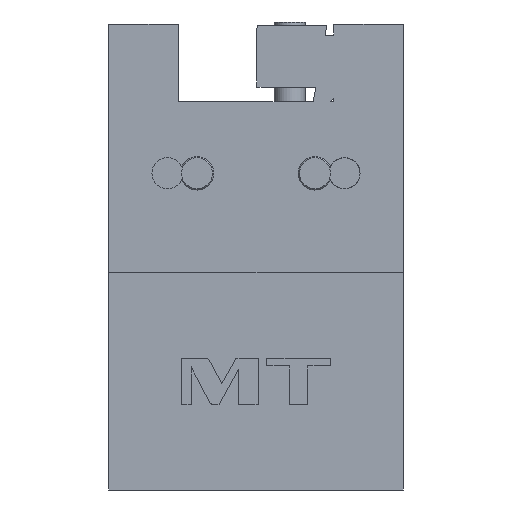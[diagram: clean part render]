
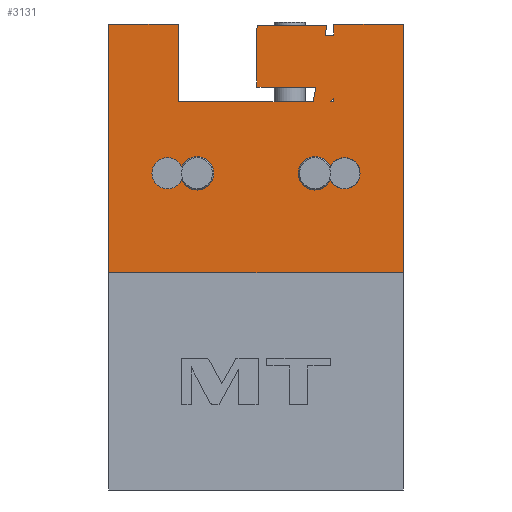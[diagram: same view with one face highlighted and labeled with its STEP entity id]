
A CAD part, left-side view. The second image highlights one B-rep face of the part: STEP entity #3131.
In plain terms, the highlighted planar face has unit normal (-1, 0, 0).
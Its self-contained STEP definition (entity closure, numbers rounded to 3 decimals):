
#657=DIRECTION('',(0.,-0.174,0.985));
#658=VECTOR('',#657,4.794);
#659=CARTESIAN_POINT('',(-37.,-18.441,75.));
#660=LINE('',#659,#658);
#661=DIRECTION('',(0.,-1.,0.));
#662=VECTOR('',#661,18.968);
#663=CARTESIAN_POINT('',(-37.,-0.306,79.721));
#664=LINE('',#663,#662);
#665=DIRECTION('',(0.,-0.044,-0.999));
#666=VECTOR('',#665,7.007);
#667=CARTESIAN_POINT('',(-37.,0.,86.721));
#668=LINE('',#667,#666);
#669=DIRECTION('',(0.,0.,-1.));
#670=VECTOR('',#669,3.);
#671=CARTESIAN_POINT('',(-37.,0.,89.721));
#672=LINE('',#671,#670);
#673=DIRECTION('',(0.,0.035,-0.999));
#674=VECTOR('',#673,10.006);
#675=CARTESIAN_POINT('',(-37.,-0.349,99.721));
#676=LINE('',#675,#674);
#677=DIRECTION('',(0.,1.,0.));
#678=VECTOR('',#677,22.451);
#679=CARTESIAN_POINT('',(-37.,-22.8,99.721));
#680=LINE('',#679,#678);
#681=DIRECTION('',(0.,-0.174,0.985));
#682=VECTOR('',#681,3.271);
#683=CARTESIAN_POINT('',(-37.,-22.232,96.5));
#684=LINE('',#683,#682);
#685=DIRECTION('',(0.,-1.,0.));
#686=VECTOR('',#685,2.768);
#687=CARTESIAN_POINT('',(-37.,-22.232,96.5));
#688=LINE('',#687,#686);
#689=DIRECTION('',(0.,0.,-1.));
#690=VECTOR('',#689,3.5);
#691=CARTESIAN_POINT('',(-37.,-25.,100.));
#692=LINE('',#691,#690);
#693=DIRECTION('',(0.,1.,0.));
#694=VECTOR('',#693,22.5);
#695=CARTESIAN_POINT('',(-37.,-47.5,100.));
#696=LINE('',#695,#694);
#697=DIRECTION('',(0.,0.,1.));
#698=VECTOR('',#697,80.);
#699=CARTESIAN_POINT('',(-37.,-47.5,20.));
#700=LINE('',#699,#698);
#701=DIRECTION('',(0.,-1.,0.));
#702=VECTOR('',#701,95.);
#703=CARTESIAN_POINT('',(-37.,47.5,20.));
#704=LINE('',#703,#702);
#705=DIRECTION('',(0.,0.,-1.));
#706=VECTOR('',#705,80.);
#707=CARTESIAN_POINT('',(-37.,47.5,100.));
#708=LINE('',#707,#706);
#709=DIRECTION('',(0.,1.,0.));
#710=VECTOR('',#709,22.5);
#711=CARTESIAN_POINT('',(-37.,25.,100.));
#712=LINE('',#711,#710);
#713=DIRECTION('',(0.,0.,-1.));
#714=VECTOR('',#713,25.);
#715=CARTESIAN_POINT('',(-37.,25.,100.));
#716=LINE('',#715,#714);
#717=DIRECTION('',(0.,-1.,0.));
#718=VECTOR('',#717,43.441);
#719=CARTESIAN_POINT('',(-37.,25.,75.));
#720=LINE('',#719,#718);
#721=DIRECTION('',(0.,0.,-1.));
#722=VECTOR('',#721,1.);
#723=CARTESIAN_POINT('',(-37.,-25.,76.));
#724=LINE('',#723,#722);
#725=DIRECTION('',(0.,-1.,0.));
#726=VECTOR('',#725,1.);
#727=CARTESIAN_POINT('',(-37.,-24.,75.));
#728=LINE('',#727,#726);
#729=CARTESIAN_POINT('',(-37.,19.,52.));
#730=DIRECTION('',(-1.,0.,0.));
#731=DIRECTION('',(0.,-1.,0.));
#732=AXIS2_PLACEMENT_3D('',#729,#730,#731);
#734=CARTESIAN_POINT('',(-37.,19.,52.));
#735=DIRECTION('',(-1.,0.,0.));
#736=DIRECTION('',(0.,1.,0.));
#737=AXIS2_PLACEMENT_3D('',#734,#735,#736);
#739=CARTESIAN_POINT('',(-37.,-28.5,52.));
#740=DIRECTION('',(1.,0.,0.));
#741=DIRECTION('',(0.,1.,0.));
#742=AXIS2_PLACEMENT_3D('',#739,#740,#741);
#744=CARTESIAN_POINT('',(-37.,-28.5,52.));
#745=DIRECTION('',(1.,0.,0.));
#746=DIRECTION('',(0.,-1.,0.));
#747=AXIS2_PLACEMENT_3D('',#744,#745,#746);
#749=CARTESIAN_POINT('',(-37.,-19.,52.));
#750=DIRECTION('',(-1.,0.,0.));
#751=DIRECTION('',(0.,-1.,0.));
#752=AXIS2_PLACEMENT_3D('',#749,#750,#751);
#754=CARTESIAN_POINT('',(-37.,-19.,52.));
#755=DIRECTION('',(-1.,0.,0.));
#756=DIRECTION('',(0.,1.,0.));
#757=AXIS2_PLACEMENT_3D('',#754,#755,#756);
#759=CARTESIAN_POINT('',(-37.,28.5,52.));
#760=DIRECTION('',(1.,0.,0.));
#761=DIRECTION('',(0.,1.,0.));
#762=AXIS2_PLACEMENT_3D('',#759,#760,#761);
#764=CARTESIAN_POINT('',(-37.,28.5,52.));
#765=DIRECTION('',(1.,0.,0.));
#766=DIRECTION('',(0.,-1.,0.));
#767=AXIS2_PLACEMENT_3D('',#764,#765,#766);
#1197=DIRECTION('',(0.,-0.707,0.707));
#1198=VECTOR('',#1197,1.414);
#1199=CARTESIAN_POINT('',(-37.,-24.,75.));
#1200=LINE('',#1199,#1198);
#1681=CARTESIAN_POINT('',(-37.,25.,100.));
#1682=CARTESIAN_POINT('',(-37.,25.,75.));
#1683=VERTEX_POINT('',#1681);
#1684=VERTEX_POINT('',#1682);
#1685=CARTESIAN_POINT('',(-37.,-47.5,100.));
#1686=CARTESIAN_POINT('',(-37.,-25.,100.));
#1687=VERTEX_POINT('',#1685);
#1688=VERTEX_POINT('',#1686);
#1689=CARTESIAN_POINT('',(-37.,47.5,100.));
#1690=VERTEX_POINT('',#1689);
#1693=CARTESIAN_POINT('',(-37.,-25.,75.));
#1695=VERTEX_POINT('',#1693);
#1697=CARTESIAN_POINT('',(-37.,47.5,20.));
#1698=CARTESIAN_POINT('',(-37.,-47.5,20.));
#1699=VERTEX_POINT('',#1697);
#1700=VERTEX_POINT('',#1698);
#1837=CARTESIAN_POINT('',(-37.,13.593,52.));
#1838=CARTESIAN_POINT('',(-37.,24.407,52.));
#1839=VERTEX_POINT('',#1837);
#1840=VERTEX_POINT('',#1838);
#1847=CARTESIAN_POINT('',(-37.,-24.7,52.));
#1848=CARTESIAN_POINT('',(-37.,-32.3,52.));
#1849=VERTEX_POINT('',#1847);
#1850=VERTEX_POINT('',#1848);
#1852=CARTESIAN_POINT('',(-37.,-18.441,75.));
#1854=VERTEX_POINT('',#1852);
#1856=CARTESIAN_POINT('',(-37.,-24.,75.));
#1858=VERTEX_POINT('',#1856);
#1860=CARTESIAN_POINT('',(-37.,-25.,96.5));
#1862=VERTEX_POINT('',#1860);
#1864=CARTESIAN_POINT('',(-37.,-25.,76.));
#1866=VERTEX_POINT('',#1864);
#1877=CARTESIAN_POINT('',(-37.,-0.349,99.721));
#1878=CARTESIAN_POINT('',(-37.,0.,89.721));
#1879=VERTEX_POINT('',#1877);
#1880=VERTEX_POINT('',#1878);
#1881=CARTESIAN_POINT('',(-37.,0.,86.721));
#1882=VERTEX_POINT('',#1881);
#1883=CARTESIAN_POINT('',(-37.,-0.306,79.721));
#1884=VERTEX_POINT('',#1883);
#1885=CARTESIAN_POINT('',(-37.,-22.8,99.721));
#1886=VERTEX_POINT('',#1885);
#1887=CARTESIAN_POINT('',(-37.,-19.273,79.721));
#1889=VERTEX_POINT('',#1887);
#1891=CARTESIAN_POINT('',(-37.,-22.232,96.5));
#1893=VERTEX_POINT('',#1891);
#1923=CARTESIAN_POINT('',(-37.,-24.407,52.));
#1924=CARTESIAN_POINT('',(-37.,-13.593,52.));
#1925=VERTEX_POINT('',#1923);
#1926=VERTEX_POINT('',#1924);
#1939=CARTESIAN_POINT('',(-37.,32.1,52.));
#1940=CARTESIAN_POINT('',(-37.,24.9,52.));
#1941=VERTEX_POINT('',#1939);
#1942=VERTEX_POINT('',#1940);
#3063=CARTESIAN_POINT('',(-37.,0.,0.));
#3064=DIRECTION('',(-1.,0.,0.));
#3065=DIRECTION('',(0.,-1.,0.));
#3066=AXIS2_PLACEMENT_3D('',#3063,#3064,#3065);
#3067=PLANE('',#3066);
#3069=ORIENTED_EDGE('',*,*,#3068,.T.);
#3071=ORIENTED_EDGE('',*,*,#3070,.F.);
#3073=ORIENTED_EDGE('',*,*,#3072,.F.);
#3075=ORIENTED_EDGE('',*,*,#3074,.F.);
#3077=ORIENTED_EDGE('',*,*,#3076,.F.);
#3079=ORIENTED_EDGE('',*,*,#3078,.F.);
#3081=ORIENTED_EDGE('',*,*,#3080,.F.);
#3083=ORIENTED_EDGE('',*,*,#3082,.T.);
#3085=ORIENTED_EDGE('',*,*,#3084,.F.);
#3087=ORIENTED_EDGE('',*,*,#3086,.F.);
#3088=ORIENTED_EDGE('',*,*,#2362,.F.);
#3089=ORIENTED_EDGE('',*,*,#3055,.F.);
#3090=ORIENTED_EDGE('',*,*,#2294,.F.);
#3092=ORIENTED_EDGE('',*,*,#3091,.F.);
#3094=ORIENTED_EDGE('',*,*,#3093,.T.);
#3096=ORIENTED_EDGE('',*,*,#3095,.T.);
#3097=EDGE_LOOP('',(#3069,#3071,#3073,#3075,#3077,#3079,#3081,#3083,#3085,#3087,
#3088,#3089,#3090,#3092,#3094,#3096));
#3098=FACE_OUTER_BOUND('',#3097,.F.);
#3100=ORIENTED_EDGE('',*,*,#3099,.F.);
#3102=ORIENTED_EDGE('',*,*,#3101,.F.);
#3104=ORIENTED_EDGE('',*,*,#3103,.T.);
#3105=EDGE_LOOP('',(#3100,#3102,#3104));
#3106=FACE_BOUND('',#3105,.F.);
#3108=ORIENTED_EDGE('',*,*,#3107,.T.);
#3110=ORIENTED_EDGE('',*,*,#3109,.T.);
#3111=EDGE_LOOP('',(#3108,#3110));
#3112=FACE_BOUND('',#3111,.F.);
#3114=ORIENTED_EDGE('',*,*,#3113,.F.);
#3116=ORIENTED_EDGE('',*,*,#3115,.F.);
#3117=EDGE_LOOP('',(#3114,#3116));
#3118=FACE_BOUND('',#3117,.F.);
#3120=ORIENTED_EDGE('',*,*,#3119,.T.);
#3122=ORIENTED_EDGE('',*,*,#3121,.T.);
#3123=EDGE_LOOP('',(#3120,#3122));
#3124=FACE_BOUND('',#3123,.F.);
#3126=ORIENTED_EDGE('',*,*,#3125,.F.);
#3128=ORIENTED_EDGE('',*,*,#3127,.F.);
#3129=EDGE_LOOP('',(#3126,#3128));
#3130=FACE_BOUND('',#3129,.F.);
#3131=ADVANCED_FACE('',(#3098,#3106,#3112,#3118,#3124,#3130),#3067,.T.);
#733=CIRCLE('',#732,5.407);
#738=CIRCLE('',#737,5.407);
#743=CIRCLE('',#742,3.8);
#748=CIRCLE('',#747,3.8);
#753=CIRCLE('',#752,5.407);
#758=CIRCLE('',#757,5.407);
#763=CIRCLE('',#762,3.6);
#768=CIRCLE('',#767,3.6);
#2294=EDGE_CURVE('',#1690,#1699,#708,.T.);
#2362=EDGE_CURVE('',#1700,#1687,#700,.T.);
#3055=EDGE_CURVE('',#1699,#1700,#704,.T.);
#3068=EDGE_CURVE('',#1854,#1889,#660,.T.);
#3070=EDGE_CURVE('',#1884,#1889,#664,.T.);
#3072=EDGE_CURVE('',#1882,#1884,#668,.T.);
#3074=EDGE_CURVE('',#1880,#1882,#672,.T.);
#3076=EDGE_CURVE('',#1879,#1880,#676,.T.);
#3078=EDGE_CURVE('',#1886,#1879,#680,.T.);
#3080=EDGE_CURVE('',#1893,#1886,#684,.T.);
#3082=EDGE_CURVE('',#1893,#1862,#688,.T.);
#3084=EDGE_CURVE('',#1688,#1862,#692,.T.);
#3086=EDGE_CURVE('',#1687,#1688,#696,.T.);
#3091=EDGE_CURVE('',#1683,#1690,#712,.T.);
#3093=EDGE_CURVE('',#1683,#1684,#716,.T.);
#3095=EDGE_CURVE('',#1684,#1854,#720,.T.);
#3099=EDGE_CURVE('',#1866,#1695,#724,.T.);
#3101=EDGE_CURVE('',#1858,#1866,#1200,.T.);
#3103=EDGE_CURVE('',#1858,#1695,#728,.T.);
#3107=EDGE_CURVE('',#1839,#1840,#733,.T.);
#3109=EDGE_CURVE('',#1840,#1839,#738,.T.);
#3113=EDGE_CURVE('',#1849,#1850,#743,.T.);
#3115=EDGE_CURVE('',#1850,#1849,#748,.T.);
#3119=EDGE_CURVE('',#1925,#1926,#753,.T.);
#3121=EDGE_CURVE('',#1926,#1925,#758,.T.);
#3125=EDGE_CURVE('',#1941,#1942,#763,.T.);
#3127=EDGE_CURVE('',#1942,#1941,#768,.T.);
